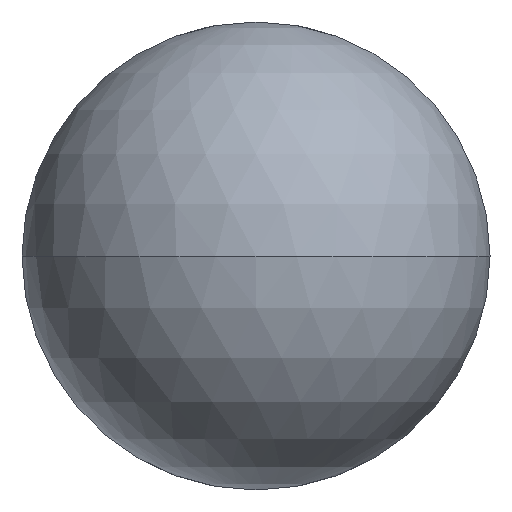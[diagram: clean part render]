
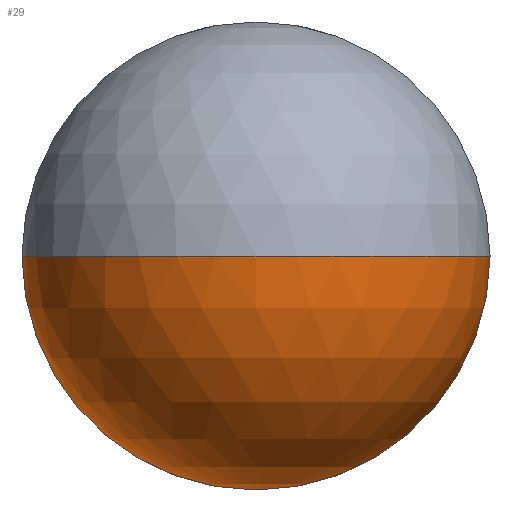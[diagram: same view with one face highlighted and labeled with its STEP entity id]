
A CAD part, front view. The second image highlights one B-rep face of the part: STEP entity #29.
In plain terms, the highlighted spherical face has radius 4.763 mm.
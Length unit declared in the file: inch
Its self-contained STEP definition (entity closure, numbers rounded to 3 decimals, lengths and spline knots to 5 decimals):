
#17 = VERTEX_POINT ( 'NONE', #66 ) ;
#26 = VERTEX_POINT ( 'NONE', #291 ) ;
#27 = CARTESIAN_POINT ( 'NONE',  ( 0., 0.1875, 0. ) ) ;
#29 = ADVANCED_FACE ( 'NONE', ( #65 ), #205, .T. ) ;
#39 = CARTESIAN_POINT ( 'NONE',  ( 0., 0.1875, 0. ) ) ;
#41 = AXIS2_PLACEMENT_3D ( 'NONE', #27, #515, #161 ) ;
#58 = ORIENTED_EDGE ( 'NONE', *, *, #137, .T. ) ;
#65 = FACE_OUTER_BOUND ( 'NONE', #507, .T. ) ;
#66 = CARTESIAN_POINT ( 'NONE',  ( -0.1875, 0.1875, 0. ) ) ;
#79 = CARTESIAN_POINT ( 'NONE',  ( 0., 0.1875, 0. ) ) ;
#111 = EDGE_CURVE ( 'NONE', #17, #276, #210, .T. ) ;
#123 = AXIS2_PLACEMENT_3D ( 'NONE', #39, #368, #485 ) ;
#124 = DIRECTION ( 'NONE',  ( -1., 0., 0. ) ) ;
#126 = AXIS2_PLACEMENT_3D ( 'NONE', #79, #352, #354 ) ;
#128 = DIRECTION ( 'NONE',  ( 0., 0., -1. ) ) ;
#137 = EDGE_CURVE ( 'NONE', #26, #246, #335, .T. ) ;
#150 = ORIENTED_EDGE ( 'NONE', *, *, #111, .T. ) ;
#152 = ORIENTED_EDGE ( 'NONE', *, *, #342, .T. ) ;
#161 = DIRECTION ( 'NONE',  ( 0., 0., -1. ) ) ;
#165 = CIRCLE ( 'NONE', #126, 0.1875 ) ;
#195 = AXIS2_PLACEMENT_3D ( 'NONE', #285, #516, #431 ) ;
#205 = SPHERICAL_SURFACE ( 'NONE', #363, 0.1875 ) ;
#210 = CIRCLE ( 'NONE', #41, 0.1875 ) ;
#230 = CARTESIAN_POINT ( 'NONE',  ( 0., 0., 0. ) ) ;
#246 = VERTEX_POINT ( 'NONE', #230 ) ;
#261 = ORIENTED_EDGE ( 'NONE', *, *, #378, .F. ) ;
#276 = VERTEX_POINT ( 'NONE', #449 ) ;
#285 = CARTESIAN_POINT ( 'NONE',  ( 0., 0.1875, 0. ) ) ;
#291 = CARTESIAN_POINT ( 'NONE',  ( 0.1875, 0.1875, 0. ) ) ;
#335 = CIRCLE ( 'NONE', #123, 0.1875 ) ;
#342 = EDGE_CURVE ( 'NONE', #276, #26, #481, .T. ) ;
#352 = DIRECTION ( 'NONE',  ( 0., 0., 1. ) ) ;
#354 = DIRECTION ( 'NONE',  ( 1., 0., 0. ) ) ;
#363 = AXIS2_PLACEMENT_3D ( 'NONE', #469, #128, #124 ) ;
#368 = DIRECTION ( 'NONE',  ( 0., 0., -1. ) ) ;
#378 = EDGE_CURVE ( 'NONE', #17, #246, #165, .T. ) ;
#431 = DIRECTION ( 'NONE',  ( 0., 0., -1. ) ) ;
#449 = CARTESIAN_POINT ( 'NONE',  ( 0., 0.1875, -0.1875 ) ) ;
#469 = CARTESIAN_POINT ( 'NONE',  ( 0., 0.1875, 0. ) ) ;
#481 = CIRCLE ( 'NONE', #195, 0.1875 ) ;
#485 = DIRECTION ( 'NONE',  ( -1., 0., 0. ) ) ;
#507 = EDGE_LOOP ( 'NONE', ( #150, #152, #58, #261 ) ) ;
#515 = DIRECTION ( 'NONE',  ( 0., -1., 0. ) ) ;
#516 = DIRECTION ( 'NONE',  ( 0., -1., 0. ) ) ;
